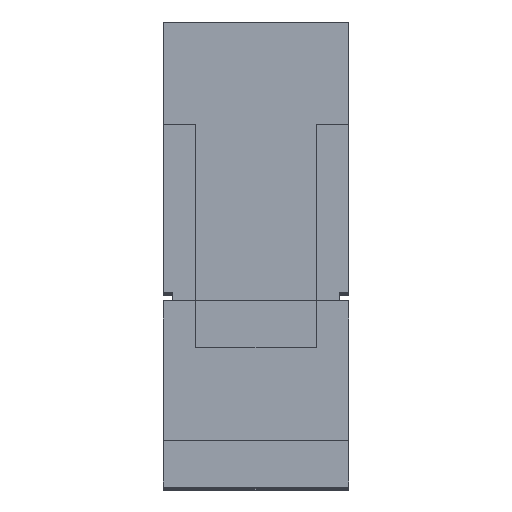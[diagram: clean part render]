
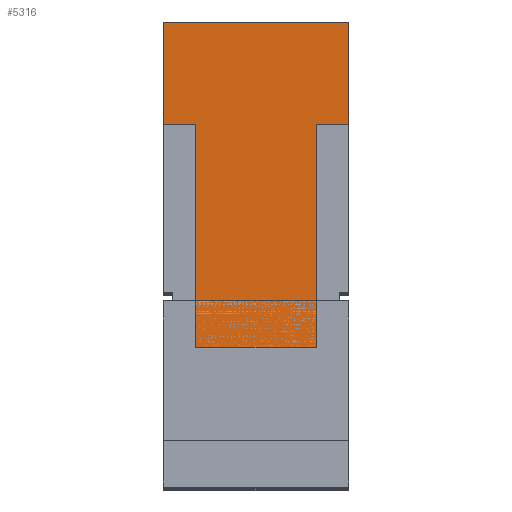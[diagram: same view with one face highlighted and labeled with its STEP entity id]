
A CAD part, top view. The second image highlights one B-rep face of the part: STEP entity #5316.
In plain terms, the highlighted face is planar.
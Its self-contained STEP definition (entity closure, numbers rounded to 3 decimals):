
#444=ORIENTED_EDGE('',*,*,#1956,.F.);
#445=ORIENTED_EDGE('',*,*,#1957,.T.);
#446=ORIENTED_EDGE('',*,*,#1958,.F.);
#447=ORIENTED_EDGE('',*,*,#1959,.F.);
#448=ORIENTED_EDGE('',*,*,#1960,.F.);
#449=ORIENTED_EDGE('',*,*,#1961,.T.);
#450=ORIENTED_EDGE('',*,*,#1955,.T.);
#451=ORIENTED_EDGE('',*,*,#1962,.F.);
#1955=EDGE_CURVE('',#2695,#2698,#3199,.T.);
#1956=EDGE_CURVE('',#2699,#2700,#3200,.T.);
#1957=EDGE_CURVE('',#2699,#2701,#3201,.T.);
#1958=EDGE_CURVE('',#2702,#2701,#3202,.T.);
#1959=EDGE_CURVE('',#2703,#2702,#3203,.T.);
#1960=EDGE_CURVE('',#2704,#2703,#3204,.T.);
#1961=EDGE_CURVE('',#2704,#2695,#3205,.T.);
#1962=EDGE_CURVE('',#2700,#2698,#3206,.T.);
#2695=VERTEX_POINT('',#7815);
#2698=VERTEX_POINT('',#7821);
#2699=VERTEX_POINT('',#7825);
#2700=VERTEX_POINT('',#7826);
#2701=VERTEX_POINT('',#7828);
#2702=VERTEX_POINT('',#7830);
#2703=VERTEX_POINT('',#7832);
#2704=VERTEX_POINT('',#7834);
#3199=LINE('',#7822,#3823);
#3200=LINE('',#7824,#3824);
#3201=LINE('',#7827,#3825);
#3202=LINE('',#7829,#3826);
#3203=LINE('',#7831,#3827);
#3204=LINE('',#7833,#3828);
#3205=LINE('',#7835,#3829);
#3206=LINE('',#7836,#3830);
#3823=VECTOR('',#6308,1000.);
#3824=VECTOR('',#6311,1000.);
#3825=VECTOR('',#6312,1000.);
#3826=VECTOR('',#6313,1000.);
#3827=VECTOR('',#6314,1000.);
#3828=VECTOR('',#6315,1000.);
#3829=VECTOR('',#6316,1000.);
#3830=VECTOR('',#6317,1000.);
#4392=EDGE_LOOP('',(#444,#445,#446,#447,#448,#449,#450,#451));
#4746=FACE_BOUND('',#4392,.T.);
#5099=PLANE('',#5711);
#5316=ADVANCED_FACE('',(#4746),#5099,.F.);
#5711=AXIS2_PLACEMENT_3D('',#7823,#6309,#6310);
#6308=DIRECTION('',(0.,0.,-1.));
#6309=DIRECTION('',(0.,-1.,0.));
#6310=DIRECTION('',(0.,0.,-1.));
#6311=DIRECTION('',(0.,0.,1.));
#6312=DIRECTION('',(-1.,0.,0.));
#6313=DIRECTION('',(0.,0.,-1.));
#6314=DIRECTION('',(-1.,0.,0.));
#6315=DIRECTION('',(0.,0.,1.));
#6316=DIRECTION('',(1.,0.,0.));
#6317=DIRECTION('',(1.,0.,0.));
#7815=CARTESIAN_POINT('',(35.,191.,6.5));
#7821=CARTESIAN_POINT('',(35.,191.,-6.5));
#7822=CARTESIAN_POINT('',(35.,191.,10.));
#7823=CARTESIAN_POINT('',(35.,191.,10.));
#7824=CARTESIAN_POINT('',(11.,191.,10.));
#7825=CARTESIAN_POINT('',(11.,191.,-10.));
#7826=CARTESIAN_POINT('',(11.,191.,-6.5));
#7827=CARTESIAN_POINT('',(35.,191.,-10.));
#7828=CARTESIAN_POINT('',(0.,191.,-10.));
#7829=CARTESIAN_POINT('',(0.,191.,10.));
#7830=CARTESIAN_POINT('',(0.,191.,10.));
#7831=CARTESIAN_POINT('',(35.,191.,10.));
#7832=CARTESIAN_POINT('',(11.,191.,10.));
#7833=CARTESIAN_POINT('',(11.,191.,10.));
#7834=CARTESIAN_POINT('',(11.,191.,6.5));
#7835=CARTESIAN_POINT('',(11.,191.,6.5));
#7836=CARTESIAN_POINT('',(11.,191.,-6.5));
